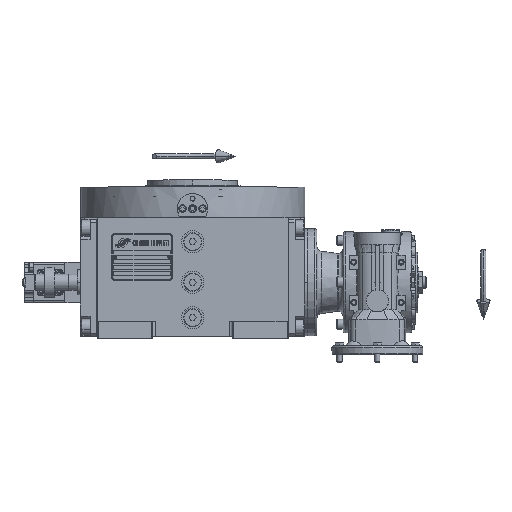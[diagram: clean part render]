
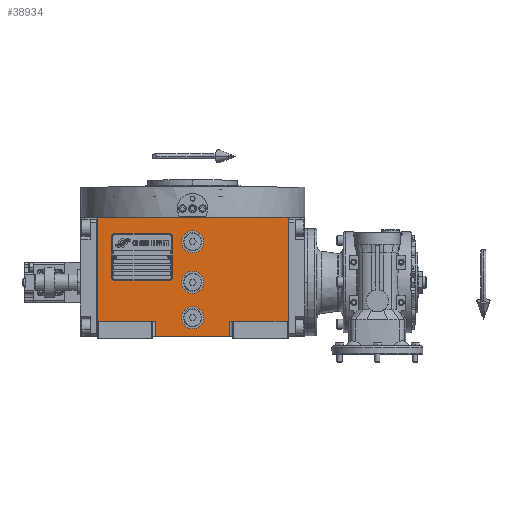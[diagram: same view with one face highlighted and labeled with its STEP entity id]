
A CAD part, top view. The second image highlights one B-rep face of the part: STEP entity #38934.
In plain terms, the highlighted planar face has unit normal (0, 0, 1).
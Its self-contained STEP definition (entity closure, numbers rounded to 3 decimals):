
#2058 = CARTESIAN_POINT ( 'NONE',  ( -94.5, -38.5, 163.5 ) ) ;
#2373 = DIRECTION ( 'NONE',  ( 0., 1., 0. ) ) ;
#3756 = AXIS2_PLACEMENT_3D ( 'NONE', #101687, #54466, #27123 ) ;
#4203 = DIRECTION ( 'NONE',  ( 0., 1., 0. ) ) ;
#5671 = VERTEX_POINT ( 'NONE', #116289 ) ;
#5991 = CARTESIAN_POINT ( 'NONE',  ( 94.5, 64.5, 163.5 ) ) ;
#6679 = VERTEX_POINT ( 'NONE', #5991 ) ;
#7196 = VECTOR ( 'NONE', #68791, 1000. ) ;
#9403 = FACE_OUTER_BOUND ( 'NONE', #26870, .T. ) ;
#9739 = AXIS2_PLACEMENT_3D ( 'NONE', #32552, #110863, #119547 ) ;
#9835 = CIRCLE ( 'NONE', #21751, 11. ) ;
#10399 = CARTESIAN_POINT ( 'NONE',  ( 37., -38.5, 163.5 ) ) ;
#11638 = CIRCLE ( 'NONE', #3756, 11. ) ;
#11720 = LINE ( 'NONE', #89370, #34329 ) ;
#12341 = VERTEX_POINT ( 'NONE', #113268 ) ;
#14401 = VERTEX_POINT ( 'NONE', #47432 ) ;
#15441 = CARTESIAN_POINT ( 'NONE',  ( 37., -53.5, 163.5 ) ) ;
#17050 = DIRECTION ( 'NONE',  ( 1., 0., 0. ) ) ;
#17239 = EDGE_CURVE ( 'NONE', #5671, #20159, #11638, .T. ) ;
#17683 = EDGE_CURVE ( 'NONE', #93748, #117748, #113925, .T. ) ;
#18073 = AXIS2_PLACEMENT_3D ( 'NONE', #118058, #115603, #108124 ) ;
#18722 = FACE_BOUND ( 'NONE', #93078, .T. ) ;
#18847 = ORIENTED_EDGE ( 'NONE', *, *, #47849, .F. ) ;
#20064 = EDGE_CURVE ( 'NONE', #110466, #66362, #61202, .T. ) ;
#20159 = VERTEX_POINT ( 'NONE', #73153 ) ;
#21751 = AXIS2_PLACEMENT_3D ( 'NONE', #64299, #102182, #17050 ) ;
#22705 = VERTEX_POINT ( 'NONE', #106130 ) ;
#26870 = EDGE_LOOP ( 'NONE', ( #99617, #44373, #65305, #67513, #105856, #106409, #100754, #100016 ) ) ;
#27123 = DIRECTION ( 'NONE',  ( -1., 0., 0. ) ) ;
#27892 = VECTOR ( 'NONE', #4203, 1000. ) ;
#28580 = DIRECTION ( 'NONE',  ( 1., 0., 0. ) ) ;
#29447 = EDGE_CURVE ( 'NONE', #116692, #12341, #67716, .T. ) ;
#29794 = VERTEX_POINT ( 'NONE', #15441 ) ;
#31120 = EDGE_CURVE ( 'NONE', #116692, #29794, #104264, .T. ) ;
#32552 = CARTESIAN_POINT ( 'NONE',  ( 0., -35., 163.5 ) ) ;
#33320 = CARTESIAN_POINT ( 'NONE',  ( 0., 40., 163.5 ) ) ;
#33985 = LINE ( 'NONE', #118508, #27892 ) ;
#34329 = VECTOR ( 'NONE', #60783, 1000. ) ;
#35567 = CIRCLE ( 'NONE', #9739, 11. ) ;
#37731 = VECTOR ( 'NONE', #2373, 1000. ) ;
#38934 = ADVANCED_FACE ( 'NONE', ( #57866, #18722, #94547, #9403 ), #47316, .T. ) ;
#39029 = CARTESIAN_POINT ( 'NONE',  ( 94.5, -38.5, 163.5 ) ) ;
#40525 = CARTESIAN_POINT ( 'NONE',  ( 11., 0., 163.5 ) ) ;
#40922 = CARTESIAN_POINT ( 'NONE',  ( 0., 0., 163.5 ) ) ;
#41548 = DIRECTION ( 'NONE',  ( -1., 0., 0. ) ) ;
#41590 = CARTESIAN_POINT ( 'NONE',  ( -94.5, -38.5, 163.5 ) ) ;
#42538 = CARTESIAN_POINT ( 'NONE',  ( 11., -35., 163.5 ) ) ;
#44373 = ORIENTED_EDGE ( 'NONE', *, *, #31120, .F. ) ;
#46583 = VECTOR ( 'NONE', #28580, 1000. ) ;
#47316 = PLANE ( 'NONE',  #18073 ) ;
#47432 = CARTESIAN_POINT ( 'NONE',  ( -11., 0., 163.5 ) ) ;
#47849 = EDGE_CURVE ( 'NONE', #14401, #71378, #86848, .T. ) ;
#51087 = AXIS2_PLACEMENT_3D ( 'NONE', #40922, #117332, #41548 ) ;
#51314 = EDGE_CURVE ( 'NONE', #66362, #110466, #35567, .T. ) ;
#54466 = DIRECTION ( 'NONE',  ( 0., 0., 1. ) ) ;
#57182 = CARTESIAN_POINT ( 'NONE',  ( 37., -38.5, 163.5 ) ) ;
#57866 = FACE_BOUND ( 'NONE', #97619, .T. ) ;
#58293 = CARTESIAN_POINT ( 'NONE',  ( -94.5, -38.5, 163.5 ) ) ;
#60783 = DIRECTION ( 'NONE',  ( 1., 0., 0. ) ) ;
#61202 = CIRCLE ( 'NONE', #96956, 11. ) ;
#62448 = ORIENTED_EDGE ( 'NONE', *, *, #51314, .F. ) ;
#63246 = CARTESIAN_POINT ( 'NONE',  ( 0., -35., 163.5 ) ) ;
#64299 = CARTESIAN_POINT ( 'NONE',  ( 0., 0., 163.5 ) ) ;
#65305 = ORIENTED_EDGE ( 'NONE', *, *, #29447, .T. ) ;
#66362 = VERTEX_POINT ( 'NONE', #101190 ) ;
#66996 = AXIS2_PLACEMENT_3D ( 'NONE', #33320, #91747, #71232 ) ;
#67317 = DIRECTION ( 'NONE',  ( 1., 0., 0. ) ) ;
#67513 = ORIENTED_EDGE ( 'NONE', *, *, #78377, .T. ) ;
#67716 = LINE ( 'NONE', #57182, #46583 ) ;
#68791 = DIRECTION ( 'NONE',  ( 0., -1., 0. ) ) ;
#69113 = CARTESIAN_POINT ( 'NONE',  ( -37., -38.5, 163.5 ) ) ;
#71232 = DIRECTION ( 'NONE',  ( 1., 0., 0. ) ) ;
#71378 = VERTEX_POINT ( 'NONE', #40525 ) ;
#73153 = CARTESIAN_POINT ( 'NONE',  ( 11., 40., 163.5 ) ) ;
#78377 = EDGE_CURVE ( 'NONE', #12341, #6679, #117281, .T. ) ;
#78529 = EDGE_CURVE ( 'NONE', #22705, #117748, #33985, .T. ) ;
#79500 = DIRECTION ( 'NONE',  ( 0., 1., 0. ) ) ;
#81234 = EDGE_CURVE ( 'NONE', #121878, #6679, #11720, .T. ) ;
#81787 = CARTESIAN_POINT ( 'NONE',  ( 37., -38.5, 163.5 ) ) ;
#82592 = VECTOR ( 'NONE', #120757, 1000. ) ;
#83416 = EDGE_CURVE ( 'NONE', #22705, #29794, #101491, .T. ) ;
#86848 = CIRCLE ( 'NONE', #51087, 11. ) ;
#87176 = EDGE_CURVE ( 'NONE', #71378, #14401, #9835, .T. ) ;
#88818 = LINE ( 'NONE', #41590, #97884 ) ;
#89370 = CARTESIAN_POINT ( 'NONE',  ( -94.5, 64.5, 163.5 ) ) ;
#90953 = CARTESIAN_POINT ( 'NONE',  ( -37., -53.5, 163.5 ) ) ;
#91725 = CARTESIAN_POINT ( 'NONE',  ( -94.5, 64.5, 163.5 ) ) ;
#91747 = DIRECTION ( 'NONE',  ( 0., 0., 1. ) ) ;
#92278 = ORIENTED_EDGE ( 'NONE', *, *, #20064, .F. ) ;
#93057 = DIRECTION ( 'NONE',  ( 0., 0., 1. ) ) ;
#93078 = EDGE_LOOP ( 'NONE', ( #92278, #62448 ) ) ;
#93748 = VERTEX_POINT ( 'NONE', #58293 ) ;
#94547 = FACE_BOUND ( 'NONE', #101309, .T. ) ;
#96956 = AXIS2_PLACEMENT_3D ( 'NONE', #63246, #93057, #120382 ) ;
#97619 = EDGE_LOOP ( 'NONE', ( #99178, #18847 ) ) ;
#97884 = VECTOR ( 'NONE', #79500, 1000. ) ;
#99178 = ORIENTED_EDGE ( 'NONE', *, *, #87176, .F. ) ;
#99617 = ORIENTED_EDGE ( 'NONE', *, *, #83416, .T. ) ;
#100016 = ORIENTED_EDGE ( 'NONE', *, *, #78529, .F. ) ;
#100754 = ORIENTED_EDGE ( 'NONE', *, *, #17683, .T. ) ;
#101190 = CARTESIAN_POINT ( 'NONE',  ( -11., -35., 163.5 ) ) ;
#101309 = EDGE_LOOP ( 'NONE', ( #106200, #104767 ) ) ;
#101491 = LINE ( 'NONE', #90953, #82592 ) ;
#101687 = CARTESIAN_POINT ( 'NONE',  ( 0., 40., 163.5 ) ) ;
#102182 = DIRECTION ( 'NONE',  ( 0., 0., 1. ) ) ;
#104264 = LINE ( 'NONE', #10399, #7196 ) ;
#104767 = ORIENTED_EDGE ( 'NONE', *, *, #17239, .F. ) ;
#104977 = VECTOR ( 'NONE', #67317, 1000. ) ;
#105856 = ORIENTED_EDGE ( 'NONE', *, *, #81234, .F. ) ;
#106130 = CARTESIAN_POINT ( 'NONE',  ( -37., -53.5, 163.5 ) ) ;
#106200 = ORIENTED_EDGE ( 'NONE', *, *, #116716, .F. ) ;
#106409 = ORIENTED_EDGE ( 'NONE', *, *, #108790, .F. ) ;
#108124 = DIRECTION ( 'NONE',  ( 1., 0., 0. ) ) ;
#108790 = EDGE_CURVE ( 'NONE', #93748, #121878, #88818, .T. ) ;
#110466 = VERTEX_POINT ( 'NONE', #42538 ) ;
#110863 = DIRECTION ( 'NONE',  ( 0., 0., 1. ) ) ;
#113268 = CARTESIAN_POINT ( 'NONE',  ( 94.5, -38.5, 163.5 ) ) ;
#113925 = LINE ( 'NONE', #2058, #104977 ) ;
#115603 = DIRECTION ( 'NONE',  ( 0., 0., 1. ) ) ;
#116289 = CARTESIAN_POINT ( 'NONE',  ( -11., 40., 163.5 ) ) ;
#116562 = CIRCLE ( 'NONE', #66996, 11. ) ;
#116692 = VERTEX_POINT ( 'NONE', #81787 ) ;
#116716 = EDGE_CURVE ( 'NONE', #20159, #5671, #116562, .T. ) ;
#117281 = LINE ( 'NONE', #39029, #37731 ) ;
#117332 = DIRECTION ( 'NONE',  ( 0., 0., 1. ) ) ;
#117748 = VERTEX_POINT ( 'NONE', #69113 ) ;
#118058 = CARTESIAN_POINT ( 'NONE',  ( -94.5, -53.5, 163.5 ) ) ;
#118508 = CARTESIAN_POINT ( 'NONE',  ( -37., -53.5, 163.5 ) ) ;
#119547 = DIRECTION ( 'NONE',  ( -1., 0., 0. ) ) ;
#120382 = DIRECTION ( 'NONE',  ( 1., 0., 0. ) ) ;
#120757 = DIRECTION ( 'NONE',  ( 1., 0., 0. ) ) ;
#121878 = VERTEX_POINT ( 'NONE', #91725 ) ;
